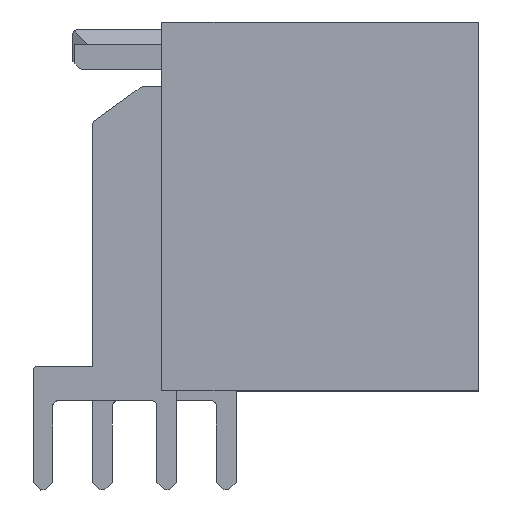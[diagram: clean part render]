
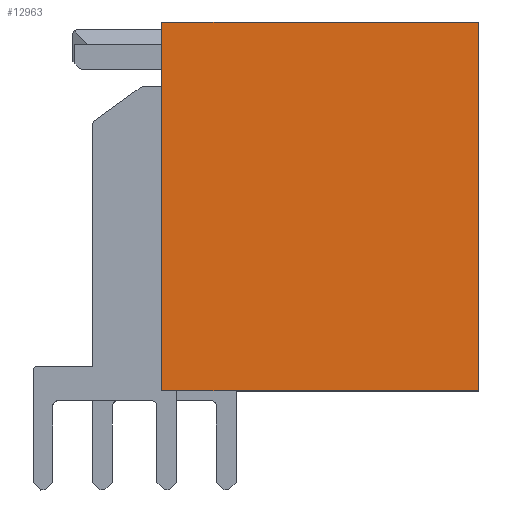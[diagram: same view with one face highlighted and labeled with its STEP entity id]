
A CAD part, front view. The second image highlights one B-rep face of the part: STEP entity #12963.
In plain terms, the highlighted planar face has unit normal (0, -1, 0).
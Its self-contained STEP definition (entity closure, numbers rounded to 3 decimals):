
#1247=ORIENTED_EDGE('',*,*,#4909,.F.);
#1248=ORIENTED_EDGE('',*,*,#4630,.F.);
#1249=ORIENTED_EDGE('',*,*,#4910,.F.);
#1250=ORIENTED_EDGE('',*,*,#4911,.F.);
#4630=EDGE_CURVE('',#6491,#6492,#7781,.T.);
#4909=EDGE_CURVE('',#6492,#6682,#8060,.T.);
#4910=EDGE_CURVE('',#6683,#6491,#8061,.T.);
#4911=EDGE_CURVE('',#6682,#6683,#8062,.T.);
#6491=VERTEX_POINT('',#18837);
#6492=VERTEX_POINT('',#18839);
#6682=VERTEX_POINT('',#19345);
#6683=VERTEX_POINT('',#19347);
#7781=LINE('',#18838,#9620);
#8060=LINE('',#19344,#9899);
#8061=LINE('',#19346,#9900);
#8062=LINE('',#19348,#9901);
#9620=VECTOR('',#15042,1000.);
#9899=VECTOR('',#15395,1000.);
#9900=VECTOR('',#15396,1000.);
#9901=VECTOR('',#15397,1000.);
#10994=EDGE_LOOP('',(#1247,#1248,#1249,#1250));
#11682=FACE_BOUND('',#10994,.T.);
#12350=PLANE('',#13673);
#12963=ADVANCED_FACE('',(#11682),#12350,.F.);
#13673=AXIS2_PLACEMENT_3D('',#19343,#15393,#15394);
#15042=DIRECTION('',(1.,0.,0.));
#15393=DIRECTION('',(0.,1.,0.));
#15394=DIRECTION('',(0.,0.,1.));
#15395=DIRECTION('',(0.,0.,-1.));
#15396=DIRECTION('',(0.,0.,1.));
#15397=DIRECTION('',(-1.,0.,0.));
#18837=CARTESIAN_POINT('',(-7.45,0.,6.4));
#18838=CARTESIAN_POINT('',(-7.45,0.,6.4));
#18839=CARTESIAN_POINT('',(7.45,0.,6.4));
#19343=CARTESIAN_POINT('',(0.,0.,0.));
#19344=CARTESIAN_POINT('',(7.45,0.,6.4));
#19345=CARTESIAN_POINT('',(7.45,0.,-6.4));
#19346=CARTESIAN_POINT('',(-7.45,0.,-6.4));
#19347=CARTESIAN_POINT('',(-7.45,0.,-6.4));
#19348=CARTESIAN_POINT('',(7.45,0.,-6.4));
